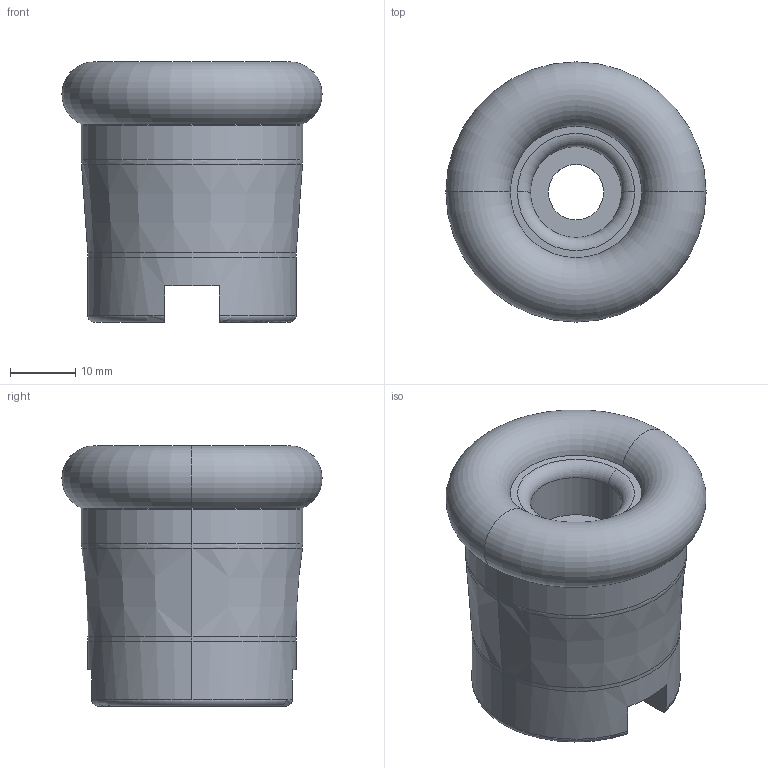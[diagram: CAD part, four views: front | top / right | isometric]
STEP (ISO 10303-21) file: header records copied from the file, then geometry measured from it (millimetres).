
FILE_DESCRIPTION (( 'STEP AP203' ), '1' );
FILE_NAME ('S808W 040 40 05 10-.STEP', '2019-04-04T07:34:30', ( '' ), ( '' ), 'SwSTEP 2.0', 'SolidWorks 2018', '' );
FILE_SCHEMA (( 'CONFIG_CONTROL_DESIGN' ));
Length unit declared in the file: millimetre
Products named in the file (1): S808W 040 40 05 10-
Bounding box: 39.99 x 39.99 x 40 mm (x, y, z)
Volume: 28607.8 mm3; surface area: 7734.9 mm2
Topology: 1 solids, 1 shells, 39 faces, 92 edges, 56 vertices
Faces by surface type: torus 13, plane 11, cylinder 10, cone 5
Entity records: 1238 total; most frequent: CARTESIAN_POINT 228, DIRECTION 219, ORIENTED_EDGE 184, AXIS2_PLACEMENT_3D 95, EDGE_CURVE 92, VERTEX_POINT 56, CIRCLE 55, EDGE_LOOP 42
